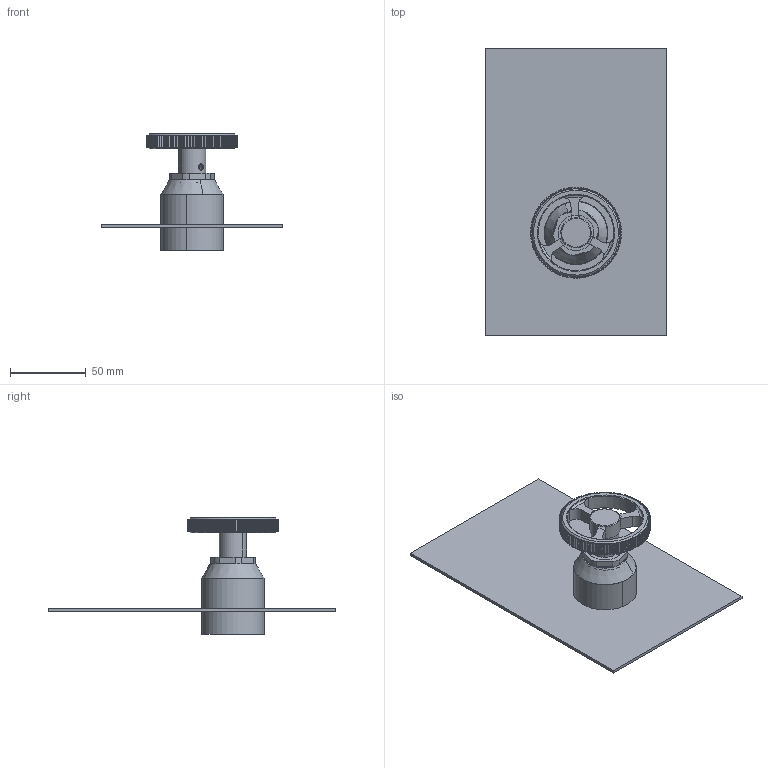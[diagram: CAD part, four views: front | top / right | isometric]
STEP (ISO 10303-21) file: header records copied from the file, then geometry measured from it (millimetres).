
FILE_DESCRIPTION (( 'STEP AP214' ), '1' );
FILE_NAME ('33189.STEP', '2024-02-08T14:15:08', ( '' ), ( '' ), 'SwSTEP 2.0', 'SolidWorks 2018', '' );
FILE_SCHEMA (( 'AUTOMOTIVE_DESIGN' ));
Length unit declared in the file: millimetre
Products named in the file (6): 960; 934; 33189; 534; 952; contenitore cart. diam.35
Assembly tree (5 placements, depth 2):
  33189
    contenitore cart. diam.35
    934
    952
    960
    534
Bounding box: 120.09 x 190.06 x 77 mm (x, y, z)
Volume: 111202.7 mm3; surface area: 66457.4 mm2
Topology: 5 solids, 5 shells, 453 faces, 1227 edges, 791 vertices
Faces by surface type: cylinder 330, cone 66, plane 45, torus 10, bspline 2
Entity records: 16310 total; most frequent: CARTESIAN_POINT 4004, DIRECTION 2850, ORIENTED_EDGE 2454, EDGE_CURVE 1227, AXIS2_PLACEMENT_3D 1203, VERTEX_POINT 791, CIRCLE 744, EDGE_LOOP 474
